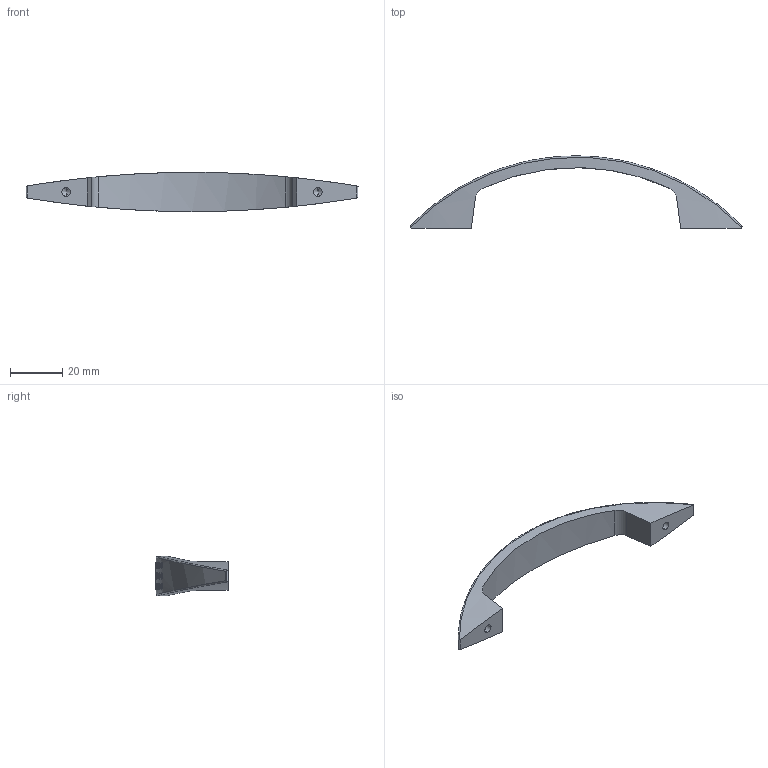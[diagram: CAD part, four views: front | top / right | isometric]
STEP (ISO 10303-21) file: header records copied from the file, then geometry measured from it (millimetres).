
FILE_DESCRIPTION (( 'STEP AP214' ), '1' );
FILE_NAME ('F002111,F002113,F002115,F002117,F002119_3D.step', '2022-07-07T08:08:10', ( '' ), ( '' ), 'SwSTEP 2.0', 'SolidWorks 2020', '' );
FILE_SCHEMA (( 'AUTOMOTIVE_DESIGN' ));
Length unit declared in the file: millimetre
Products named in the file (1): F002111,F002113,F002115,F002117,F002119_3D
Bounding box: 126.65 x 27.5 x 14.99 mm (x, y, z)
Volume: 9268.6 mm3; surface area: 5349.2 mm2
Topology: 1 solids, 1 shells, 123 faces, 260 edges, 170 vertices
Faces by surface type: bspline 68, cylinder 47, cone 4, plane 4
Entity records: 10620 total; most frequent: CARTESIAN_POINT 8544, ORIENTED_EDGE 512, EDGE_CURVE 256, B_SPLINE_CURVE_WITH_KNOTS 220, VERTEX_POINT 170, EDGE_LOOP 158, DIRECTION 156, FACE_OUTER_BOUND 123
